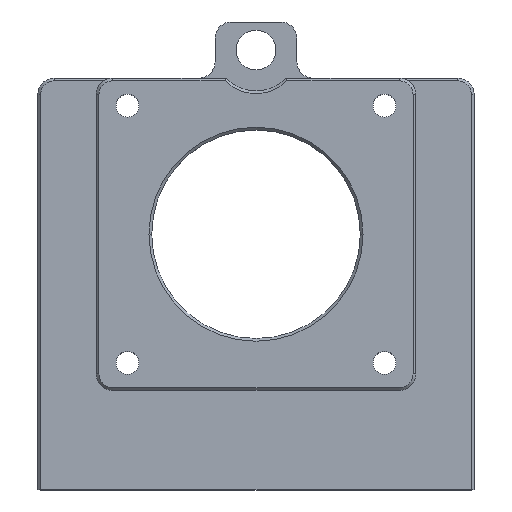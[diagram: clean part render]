
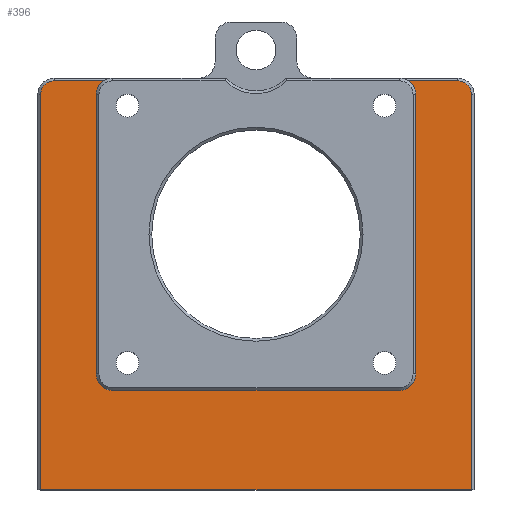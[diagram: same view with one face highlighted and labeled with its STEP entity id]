
A CAD part, top view. The second image highlights one B-rep face of the part: STEP entity #396.
In plain terms, the highlighted planar face has unit normal (0, 0, 1).
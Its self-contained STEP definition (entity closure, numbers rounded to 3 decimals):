
#3 = VECTOR ( 'NONE', #73, 1000. ) ;
#42 = DIRECTION ( 'NONE',  ( 0., 0., -1. ) ) ;
#68 = DIRECTION ( 'NONE',  ( 1., 0., 0. ) ) ;
#73 = DIRECTION ( 'NONE',  ( -1., 0., 0. ) ) ;
#98 = ORIENTED_EDGE ( 'NONE', *, *, #1547, .T. ) ;
#99 = CARTESIAN_POINT ( 'NONE',  ( -29.3, 21.25, 6.375 ) ) ;
#102 = LINE ( 'NONE', #1779, #3 ) ;
#109 = CARTESIAN_POINT ( 'NONE',  ( 39.5, 0., 6.375 ) ) ;
#128 = EDGE_CURVE ( 'NONE', #2000, #217, #1870, .T. ) ;
#169 = CARTESIAN_POINT ( 'NONE',  ( 27.958, 75., 6.375 ) ) ;
#188 = DIRECTION ( 'NONE',  ( 0., -1., 0. ) ) ;
#217 = VERTEX_POINT ( 'NONE', #1165 ) ;
#233 = EDGE_CURVE ( 'NONE', #2180, #2219, #615, .T. ) ;
#242 = CARTESIAN_POINT ( 'NONE',  ( 0., 75., 6.375 ) ) ;
#245 = LINE ( 'NONE', #109, #1104 ) ;
#247 = AXIS2_PLACEMENT_3D ( 'NONE', #1182, #2140, #782 ) ;
#306 = EDGE_CURVE ( 'NONE', #2180, #217, #2187, .T. ) ;
#380 = EDGE_CURVE ( 'NONE', #1519, #2019, #245, .T. ) ;
#396 = ADVANCED_FACE ( 'NONE', ( #2430 ), #504, .T. ) ;
#405 = CARTESIAN_POINT ( 'NONE',  ( 29.3, 75.5, 6.375 ) ) ;
#407 = EDGE_CURVE ( 'NONE', #928, #1195, #1911, .T. ) ;
#414 = CIRCLE ( 'NONE', #2282, 2.5 ) ;
#476 = CARTESIAN_POINT ( 'NONE',  ( 37., 72.5, 6.375 ) ) ;
#483 = CARTESIAN_POINT ( 'NONE',  ( 37., 75., 6.375 ) ) ;
#484 = EDGE_CURVE ( 'NONE', #1086, #1519, #2447, .T. ) ;
#504 = PLANE ( 'NONE',  #2281 ) ;
#537 = EDGE_CURVE ( 'NONE', #1674, #2219, #2497, .T. ) ;
#540 = VECTOR ( 'NONE', #188, 1000. ) ;
#562 = CARTESIAN_POINT ( 'NONE',  ( 39.5, 0., 6.375 ) ) ;
#563 = ORIENTED_EDGE ( 'NONE', *, *, #128, .T. ) ;
#565 = CARTESIAN_POINT ( 'NONE',  ( -39.5, 0., 6.375 ) ) ;
#567 = DIRECTION ( 'NONE',  ( 1., 0., 0. ) ) ;
#589 = DIRECTION ( 'NONE',  ( 0., 0., 1. ) ) ;
#595 = CARTESIAN_POINT ( 'NONE',  ( -26.3, 21.25, 6.375 ) ) ;
#615 = CIRCLE ( 'NONE', #2196, 3. ) ;
#692 = CARTESIAN_POINT ( 'NONE',  ( 0., 0., 6.375 ) ) ;
#711 = VERTEX_POINT ( 'NONE', #766 ) ;
#766 = CARTESIAN_POINT ( 'NONE',  ( -39.5, 72.5, 6.375 ) ) ;
#782 = DIRECTION ( 'NONE',  ( 1., 0., 0. ) ) ;
#809 = EDGE_CURVE ( 'NONE', #821, #928, #1980, .T. ) ;
#821 = VERTEX_POINT ( 'NONE', #483 ) ;
#830 = ORIENTED_EDGE ( 'NONE', *, *, #537, .F. ) ;
#905 = VERTEX_POINT ( 'NONE', #1483 ) ;
#928 = VERTEX_POINT ( 'NONE', #169 ) ;
#931 = DIRECTION ( 'NONE',  ( 0., -1., 0. ) ) ;
#932 = CIRCLE ( 'NONE', #2311, 2.5 ) ;
#988 = CARTESIAN_POINT ( 'NONE',  ( -37., 72.5, 6.375 ) ) ;
#1021 = DIRECTION ( 'NONE',  ( 1., 0., 0. ) ) ;
#1048 = ORIENTED_EDGE ( 'NONE', *, *, #1882, .T. ) ;
#1054 = DIRECTION ( 'NONE',  ( -1., 0., 0. ) ) ;
#1085 = CARTESIAN_POINT ( 'NONE',  ( -26.3, 18.25, 6.375 ) ) ;
#1086 = VERTEX_POINT ( 'NONE', #565 ) ;
#1096 = DIRECTION ( 'NONE',  ( 1., 0., 0. ) ) ;
#1104 = VECTOR ( 'NONE', #2216, 1000. ) ;
#1133 = EDGE_CURVE ( 'NONE', #2000, #1195, #2145, .T. ) ;
#1159 = CARTESIAN_POINT ( 'NONE',  ( -39.5, 0., 6.375 ) ) ;
#1165 = CARTESIAN_POINT ( 'NONE',  ( 26.3, 18.25, 6.375 ) ) ;
#1175 = AXIS2_PLACEMENT_3D ( 'NONE', #1596, #2264, #1096 ) ;
#1182 = CARTESIAN_POINT ( 'NONE',  ( 26.3, 21.25, 6.375 ) ) ;
#1195 = VERTEX_POINT ( 'NONE', #2210 ) ;
#1210 = ORIENTED_EDGE ( 'NONE', *, *, #484, .T. ) ;
#1260 = VECTOR ( 'NONE', #931, 1000. ) ;
#1271 = DIRECTION ( 'NONE',  ( 0., 0., 1. ) ) ;
#1310 = CARTESIAN_POINT ( 'NONE',  ( -29.3, 75.5, 6.375 ) ) ;
#1325 = ORIENTED_EDGE ( 'NONE', *, *, #306, .F. ) ;
#1378 = DIRECTION ( 'NONE',  ( 0., 0., -1. ) ) ;
#1459 = VECTOR ( 'NONE', #68, 1000. ) ;
#1476 = EDGE_CURVE ( 'NONE', #905, #711, #414, .T. ) ;
#1483 = CARTESIAN_POINT ( 'NONE',  ( -37., 75., 6.375 ) ) ;
#1485 = CARTESIAN_POINT ( 'NONE',  ( -40., 0., 6.375 ) ) ;
#1492 = ORIENTED_EDGE ( 'NONE', *, *, #1476, .T. ) ;
#1519 = VERTEX_POINT ( 'NONE', #562 ) ;
#1526 = DIRECTION ( 'NONE',  ( 1., 0., 0. ) ) ;
#1547 = EDGE_CURVE ( 'NONE', #711, #1086, #1922, .T. ) ;
#1596 = CARTESIAN_POINT ( 'NONE',  ( 26.3, 72.5, 6.375 ) ) ;
#1609 = CARTESIAN_POINT ( 'NONE',  ( -29.3, 72.5, 6.375 ) ) ;
#1627 = ORIENTED_EDGE ( 'NONE', *, *, #809, .T. ) ;
#1651 = CARTESIAN_POINT ( 'NONE',  ( 29.3, 21.25, 6.375 ) ) ;
#1669 = EDGE_LOOP ( 'NONE', ( #2290, #1048, #1492, #98, #1210, #2248, #1827, #1627, #2092, #2075, #563, #1325, #2310, #830 ) ) ;
#1674 = VERTEX_POINT ( 'NONE', #1609 ) ;
#1723 = DIRECTION ( 'NONE',  ( 0., 1., 0. ) ) ;
#1738 = DIRECTION ( 'NONE',  ( 1., 0., 0. ) ) ;
#1771 = CARTESIAN_POINT ( 'NONE',  ( -26.3, 72.5, 6.375 ) ) ;
#1779 = CARTESIAN_POINT ( 'NONE',  ( 0., 75., 6.375 ) ) ;
#1827 = ORIENTED_EDGE ( 'NONE', *, *, #2118, .T. ) ;
#1865 = CIRCLE ( 'NONE', #2274, 3. ) ;
#1870 = CIRCLE ( 'NONE', #247, 3. ) ;
#1882 = EDGE_CURVE ( 'NONE', #1891, #905, #102, .T. ) ;
#1891 = VERTEX_POINT ( 'NONE', #2398 ) ;
#1911 = CIRCLE ( 'NONE', #1175, 3. ) ;
#1922 = LINE ( 'NONE', #1159, #540 ) ;
#1980 = LINE ( 'NONE', #242, #2486 ) ;
#2000 = VERTEX_POINT ( 'NONE', #1651 ) ;
#2019 = VERTEX_POINT ( 'NONE', #2436 ) ;
#2067 = DIRECTION ( 'NONE',  ( 1., 0., 0. ) ) ;
#2075 = ORIENTED_EDGE ( 'NONE', *, *, #1133, .F. ) ;
#2092 = ORIENTED_EDGE ( 'NONE', *, *, #407, .T. ) ;
#2118 = EDGE_CURVE ( 'NONE', #2019, #821, #932, .T. ) ;
#2124 = VECTOR ( 'NONE', #1723, 1000. ) ;
#2140 = DIRECTION ( 'NONE',  ( 0., 0., -1. ) ) ;
#2145 = LINE ( 'NONE', #405, #2124 ) ;
#2157 = VECTOR ( 'NONE', #567, 1000. ) ;
#2180 = VERTEX_POINT ( 'NONE', #1085 ) ;
#2187 = LINE ( 'NONE', #2379, #1459 ) ;
#2196 = AXIS2_PLACEMENT_3D ( 'NONE', #595, #1378, #1738 ) ;
#2210 = CARTESIAN_POINT ( 'NONE',  ( 29.3, 72.5, 6.375 ) ) ;
#2216 = DIRECTION ( 'NONE',  ( 0., 1., 0. ) ) ;
#2219 = VERTEX_POINT ( 'NONE', #99 ) ;
#2248 = ORIENTED_EDGE ( 'NONE', *, *, #380, .T. ) ;
#2264 = DIRECTION ( 'NONE',  ( 0., 0., -1. ) ) ;
#2274 = AXIS2_PLACEMENT_3D ( 'NONE', #1771, #42, #2367 ) ;
#2281 = AXIS2_PLACEMENT_3D ( 'NONE', #692, #1271, #1021 ) ;
#2282 = AXIS2_PLACEMENT_3D ( 'NONE', #988, #589, #1526 ) ;
#2290 = ORIENTED_EDGE ( 'NONE', *, *, #2474, .T. ) ;
#2310 = ORIENTED_EDGE ( 'NONE', *, *, #233, .T. ) ;
#2311 = AXIS2_PLACEMENT_3D ( 'NONE', #476, #2449, #2067 ) ;
#2367 = DIRECTION ( 'NONE',  ( 1., 0., 0. ) ) ;
#2379 = CARTESIAN_POINT ( 'NONE',  ( -29.3, 18.25, 6.375 ) ) ;
#2398 = CARTESIAN_POINT ( 'NONE',  ( -27.958, 75., 6.375 ) ) ;
#2430 = FACE_OUTER_BOUND ( 'NONE', #1669, .T. ) ;
#2436 = CARTESIAN_POINT ( 'NONE',  ( 39.5, 72.5, 6.375 ) ) ;
#2447 = LINE ( 'NONE', #1485, #2157 ) ;
#2449 = DIRECTION ( 'NONE',  ( 0., 0., 1. ) ) ;
#2474 = EDGE_CURVE ( 'NONE', #1674, #1891, #1865, .T. ) ;
#2486 = VECTOR ( 'NONE', #1054, 1000. ) ;
#2497 = LINE ( 'NONE', #1310, #1260 ) ;
